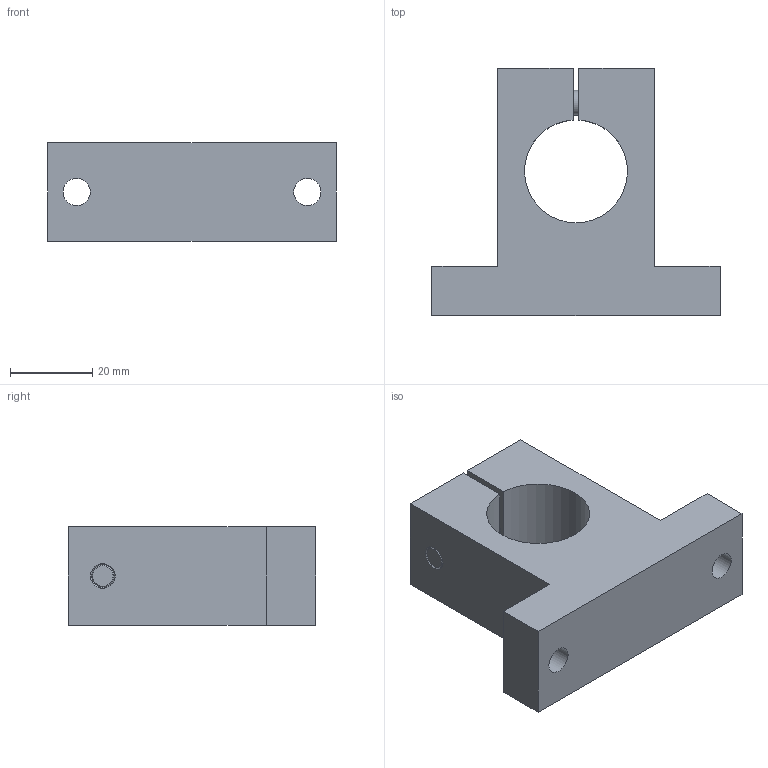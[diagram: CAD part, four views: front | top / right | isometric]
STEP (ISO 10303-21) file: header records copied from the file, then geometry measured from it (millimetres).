
FILE_DESCRIPTION( ( 'STEP AP203' ), '1' );
FILE_NAME( 'SK 25.stp', '2019-06-13T03:06:41', ( '' ), ( '' ), ' ', 'PARTsolutions', ' ' );
FILE_SCHEMA( ( 'CONFIG_CONTROL_DESIGN' ) );
Length unit declared in the file: millimetre
Products named in the file (1): _SK 25
Bounding box: 70 x 60 x 24 mm (x, y, z)
Volume: 50918.8 mm3; surface area: 13555.4 mm2
Topology: 1 solids, 1 shells, 36 faces, 85 edges, 56 vertices
Faces by surface type: plane 24, cylinder 8, cone 3, torus 1
Full cylindrical faces by diameter (mm): 3.12 x1, 6 x2, 6.6 x3, 6.732 x1
Entity records: 1020 total; most frequent: DIRECTION 166, CARTESIAN_POINT 164, ORIENTED_EDGE 144, EDGE_CURVE 72, EDGE_LOOP 58, AXIS2_PLACEMENT_3D 57, VERTEX_POINT 55, LINE 52
